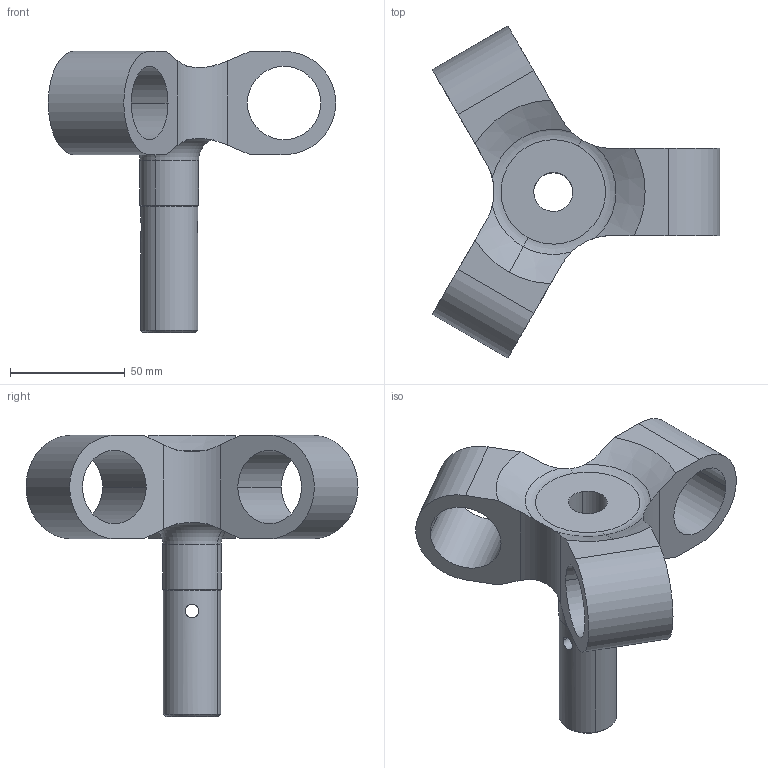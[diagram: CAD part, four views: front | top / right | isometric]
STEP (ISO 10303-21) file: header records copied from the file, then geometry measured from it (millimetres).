
FILE_DESCRIPTION(('CATIA V5 STEP Exchange'),'2;1');
FILE_NAME('EOLX1.3-D-110-001_A.stp','2020-01-30T22:20:28+00:00',('none'),('none'),'CATIA Version 5 Release 21 GA (IN-10)','CATIA V5 STEP AP203','none');
FILE_SCHEMA(('CONFIG_CONTROL_DESIGN'));
Length unit declared in the file: millimetre
Products named in the file (1): EOLX1.3-D-110-001_A
Bounding box: 125.2 x 144.57 x 122.5 mm (x, y, z)
Volume: 205644.5 mm3; surface area: 51301 mm2
Topology: 1 solids, 1 shells, 52 faces, 140 edges, 90 vertices
Faces by surface type: cylinder 22, plane 14, cone 10, torus 6
Entity records: 1711 total; most frequent: CARTESIAN_POINT 516, ORIENTED_EDGE 280, DIRECTION 158, EDGE_CURVE 140, VERTEX_POINT 90, AXIS2_PLACEMENT_3D 86, EDGE_LOOP 64, CIRCLE 56
